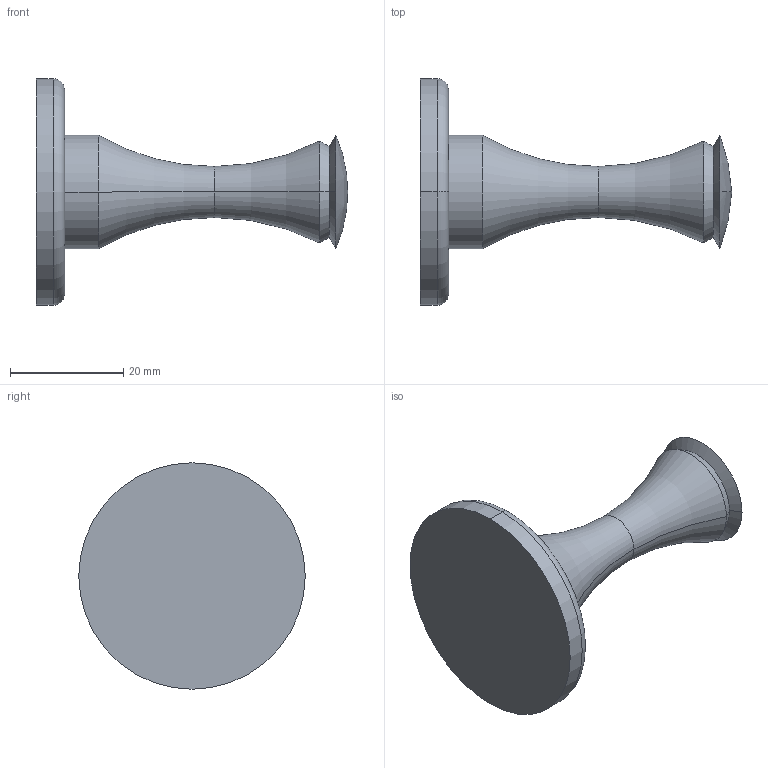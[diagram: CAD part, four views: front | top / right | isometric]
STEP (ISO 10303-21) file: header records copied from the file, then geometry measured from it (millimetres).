
FILE_DESCRIPTION (( 'STEP AP214' ), '1' );
FILE_NAME ('83251970.STEP', '2020-10-08T13:53:41', ( '' ), ( '' ), 'SwSTEP 2.0', 'SolidWorks 2020', '' );
FILE_SCHEMA (( 'AUTOMOTIVE_DESIGN' ));
Length unit declared in the file: millimetre
Products named in the file (3): Planungsmodell_Haken-+-08.18.60.500-1; Planungsmodell_Rohr_gerade-+-28.568.780-10_ _K383_40x5; 83251970
Assembly tree (2 placements, depth 2):
  83251970
    Planungsmodell_Haken-+-08.18.60.500-1
    Planungsmodell_Rohr_gerade-+-28.568.780-10_ _K383_40x5
Bounding box: 55 x 40 x 40 mm (x, y, z)
Volume: 13966.7 mm3; surface area: 5871.8 mm2
Topology: 2 solids, 2 shells, 19 faces, 36 edges, 21 vertices
Faces by surface type: torus 6, cylinder 4, cone 4, plane 3, sphere 2
Entity records: 607 total; most frequent: DIRECTION 112, CARTESIAN_POINT 81, ORIENTED_EDGE 72, AXIS2_PLACEMENT_3D 52, EDGE_CURVE 36, CIRCLE 28, VERTEX_POINT 21, EDGE_LOOP 19
